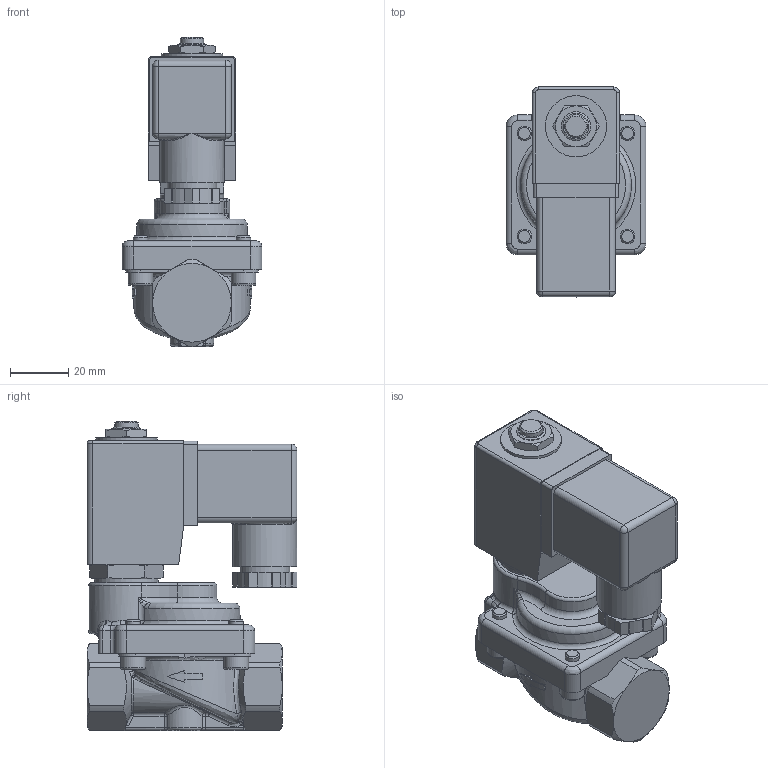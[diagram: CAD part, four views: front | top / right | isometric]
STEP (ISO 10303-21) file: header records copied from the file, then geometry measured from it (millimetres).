
FILE_DESCRIPTION(/* description */ ('3D-Modell'),/* implementation_level */ '2;1');
FILE_NAME(/* name */ '051.000186_C5123-1001-.032.stp',/* time_stamp */ '2018-04-20T09:46:12+02:00',/* author */ ('EFast'),/* organization */ (''),/* preprocessor_version */ 'ST-DEVELOPER v16.1',/* originating_system */ 'Autodesk Inventor 2016',/* authorisation */ '');
FILE_SCHEMA (('AUTOMOTIVE_DESIGN { 1 0 10303 214 3 1 1 }'));
Length unit declared in the file: millimetre
Products named in the file (1): 87-018436
Bounding box: 48 x 72 x 106.01 mm (x, y, z)
Volume: 166937.2 mm3; surface area: 27401.7 mm2
Topology: 1 solids, 1 shells, 403 faces, 982 edges, 591 vertices
Faces by surface type: plane 136, cylinder 105, bspline 74, cone 47, torus 31, sphere 10
Full cylindrical faces by diameter (mm): 5 x4, 8 x1, 8.5 x4, 9 x4, 10 x1, 17 x1, 21 x1, 21.9 x1, 22 x1
Entity records: 13637 total; most frequent: CARTESIAN_POINT 4954, ORIENTED_EDGE 1864, DIRECTION 1715, EDGE_CURVE 932, AXIS2_PLACEMENT_3D 691, VERTEX_POINT 580, EDGE_LOOP 452, FACE_OUTER_BOUND 403
